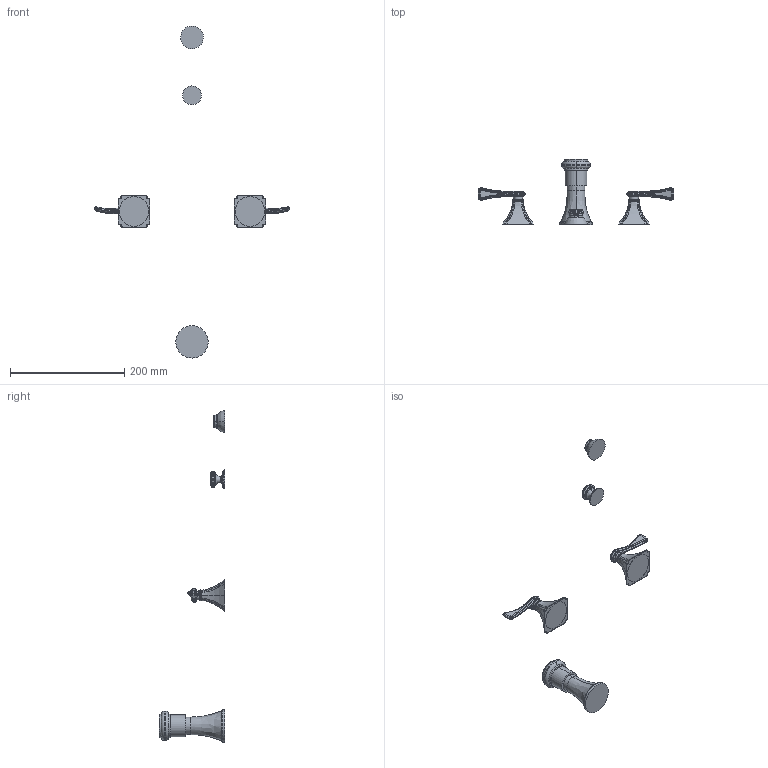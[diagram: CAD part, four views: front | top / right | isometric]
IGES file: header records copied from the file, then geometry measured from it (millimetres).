
Start section:  PTC IGES file: 2539.igs
Global section: file name: 2539.igs; native system: Creo Parametric by PTC Inc.; preprocessor: 2018400; author: jinson.thomas; organization: Unknown; date: 20210129.131156; units: inch
Bounding box: 343.44 x 115.57 x 581.76 mm (x, y, z)
Volume: 281914.7 mm3; surface area: 54930.9 mm2
Topology: 5 solids, 5 shells, 491 faces, 1108 edges, 648 vertices
Faces by surface type: bspline 324, revolution 167
